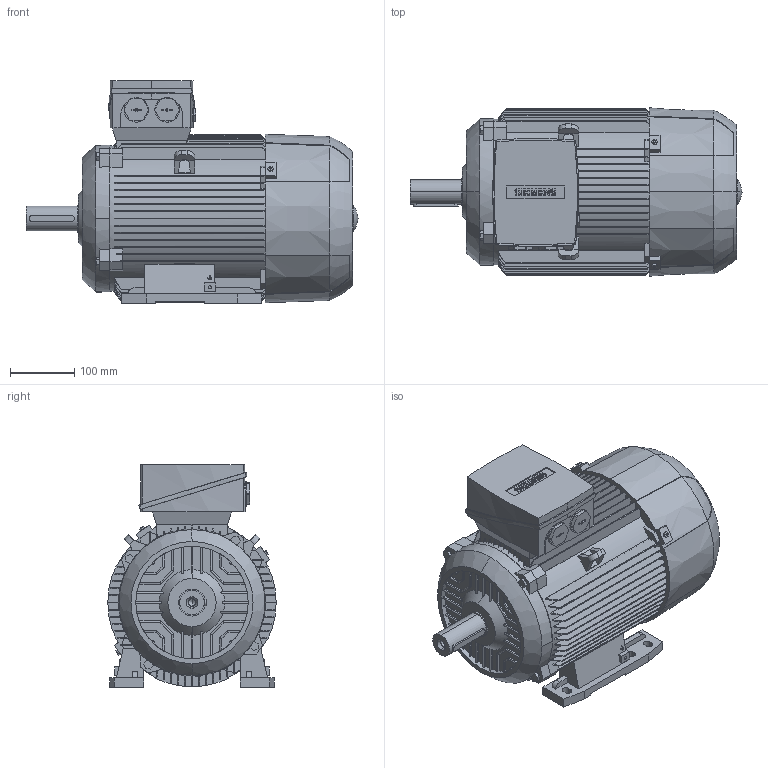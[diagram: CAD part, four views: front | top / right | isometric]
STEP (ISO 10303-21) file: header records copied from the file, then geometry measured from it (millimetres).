
FILE_DESCRIPTION(('STEP AP214'),'1');
FILE_NAME('cctmp_0B44E412-204E-4D27-8473-20CE37CC8F75_2023_06_27_09_10_25_0756..stp','2023-06-27T07:10:26',('SIEMENS A&D'),('CADClick - www.CADClick.com'),'Spatial InterOp 3D',' ','unknown authorization');
FILE_SCHEMA(('AUTOMOTIVE_DESIGN'));
Length unit declared in the file: millimetre
Products named in the file (1): 1
Bounding box: 516.5 x 262 x 346.5 mm (x, y, z)
Volume: 21136341.4 mm3; surface area: 935354.2 mm2
Topology: 7 solids, 7 shells, 1205 faces, 3454 edges, 2269 vertices
Faces by surface type: plane 787, cylinder 266, torus 124, cone 28
Entity records: 56371 total; most frequent: CARTESIAN_POINT 15758, ORIENTED_EDGE 6852, DIRECTION 5981, EDGE_CURVE 3426, VERTEX_POINT 2269, LINE 2129, VECTOR 2129, AXIS2_PLACEMENT_3D 1926
